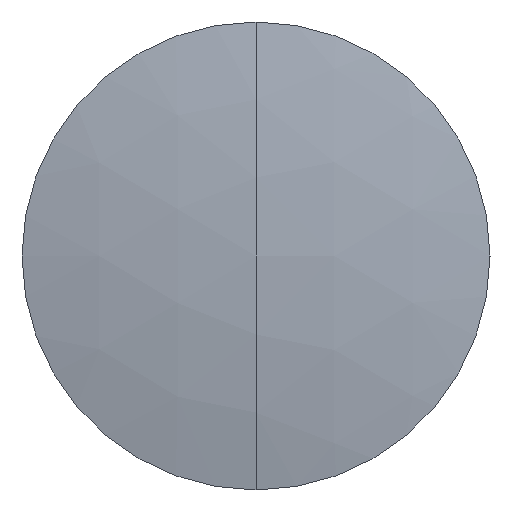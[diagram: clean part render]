
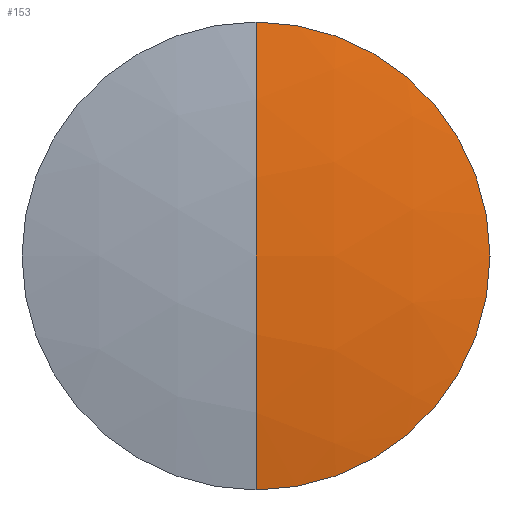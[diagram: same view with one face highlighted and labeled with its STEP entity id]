
A CAD part, left-side view. The second image highlights one B-rep face of the part: STEP entity #153.
In plain terms, the highlighted spherical face has radius 100.809 mm.
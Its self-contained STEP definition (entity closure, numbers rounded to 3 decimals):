
#19 = ORIENTED_EDGE ( 'NONE', *, *, #310, .T. ) ;
#20 = VERTEX_POINT ( 'NONE', #186 ) ;
#33 = CARTESIAN_POINT ( 'NONE',  ( 278.875, 0., 0. ) ) ;
#57 = DIRECTION ( 'NONE',  ( 0., -1., 0. ) ) ;
#70 = AXIS2_PLACEMENT_3D ( 'NONE', #275, #82, #249 ) ;
#82 = DIRECTION ( 'NONE',  ( -1., 0., 0. ) ) ;
#110 = SPHERICAL_SURFACE ( 'NONE', #300, 100.809 ) ;
#121 = DIRECTION ( 'NONE',  ( 0., 0., 1. ) ) ;
#122 = CARTESIAN_POINT ( 'NONE',  ( 379.684, 0., 0. ) ) ;
#130 = ORIENTED_EDGE ( 'NONE', *, *, #201, .T. ) ;
#143 = CARTESIAN_POINT ( 'NONE',  ( 379.684, 0., 0. ) ) ;
#153 = ADVANCED_FACE ( 'NONE', ( #167 ), #110, .T. ) ;
#163 = CIRCLE ( 'NONE', #70, 20. ) ;
#167 = FACE_OUTER_BOUND ( 'NONE', #316, .T. ) ;
#170 = DIRECTION ( 'NONE',  ( 0., -1., 0. ) ) ;
#183 = CIRCLE ( 'NONE', #340, 100.809 ) ;
#186 = CARTESIAN_POINT ( 'NONE',  ( 280.878, 0., 20. ) ) ;
#188 = EDGE_CURVE ( 'NONE', #214, #220, #226, .T. ) ;
#193 = AXIS2_PLACEMENT_3D ( 'NONE', #143, #302, #121 ) ;
#201 = EDGE_CURVE ( 'NONE', #20, #220, #183, .T. ) ;
#208 = ORIENTED_EDGE ( 'NONE', *, *, #188, .F. ) ;
#214 = VERTEX_POINT ( 'NONE', #326 ) ;
#220 = VERTEX_POINT ( 'NONE', #33 ) ;
#223 = DIRECTION ( 'NONE',  ( 0., 0., -1. ) ) ;
#226 = CIRCLE ( 'NONE', #193, 100.809 ) ;
#227 = DIRECTION ( 'NONE',  ( 0., 0., -1. ) ) ;
#249 = DIRECTION ( 'NONE',  ( 0., 0., 1. ) ) ;
#256 = CARTESIAN_POINT ( 'NONE',  ( 379.684, 0., 0. ) ) ;
#275 = CARTESIAN_POINT ( 'NONE',  ( 280.878, 0., 0. ) ) ;
#300 = AXIS2_PLACEMENT_3D ( 'NONE', #122, #170, #227 ) ;
#302 = DIRECTION ( 'NONE',  ( 0., 1., 0. ) ) ;
#310 = EDGE_CURVE ( 'NONE', #214, #20, #163, .T. ) ;
#316 = EDGE_LOOP ( 'NONE', ( #19, #130, #208 ) ) ;
#326 = CARTESIAN_POINT ( 'NONE',  ( 280.878, 0., -20. ) ) ;
#340 = AXIS2_PLACEMENT_3D ( 'NONE', #256, #57, #223 ) ;
